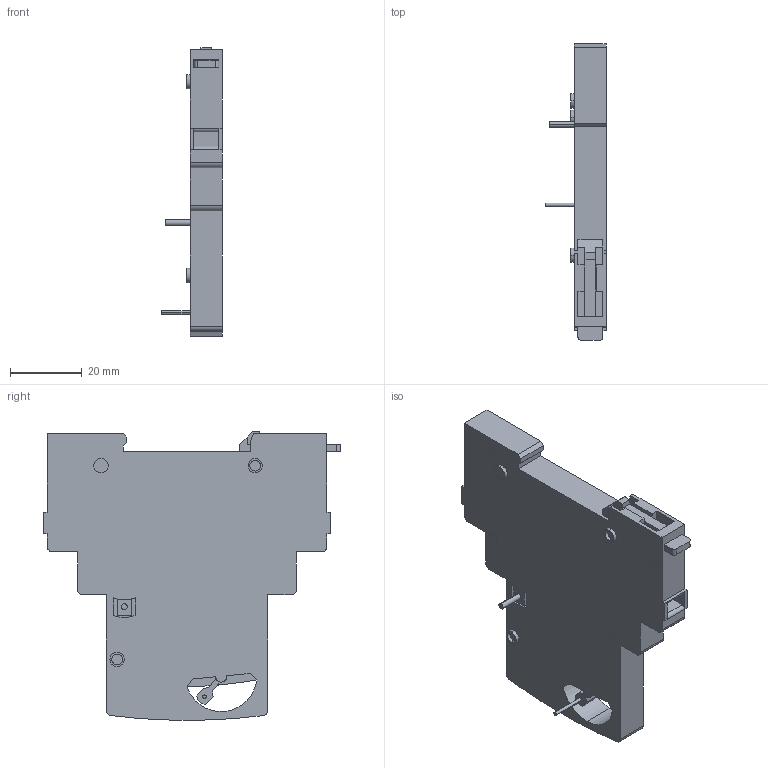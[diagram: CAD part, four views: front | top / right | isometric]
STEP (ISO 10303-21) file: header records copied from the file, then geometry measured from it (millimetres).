
FILE_DESCRIPTION (( 'STEP AP203' ), '1' );
FILE_NAME ('Áëîê-êîíòàêò ÁÊ-47 EKF Basic.STEP', '2016-11-25T12:00:39', ( '' ), ( '' ), 'SwSTEP 2.0', 'SolidWorks 2014', '' );
FILE_SCHEMA (( 'CONFIG_CONTROL_DESIGN' ));
Length unit declared in the file: millimetre
Products named in the file (4): çàìîê2; øëÿïêà âèíòà(01); Áëîê-êîíòàêò ÁÊ-47 EKF Basic
Assembly tree (4 placements, depth 2):
  Áëîê-êîíòàêò ÁÊ-47 EKF Basic
    Áëîê-êîíòàêò ÁÊ-47 EKF Basic
    çàìîê2
    øëÿïêà âèíòà(01)  x2
Bounding box: 17 x 82.75 x 80.5 mm (x, y, z)
Volume: 40340 mm3; surface area: 15051.9 mm2
Topology: 9 solids, 10 shells, 233 faces, 589 edges, 388 vertices
Faces by surface type: plane 157, cylinder 76
Entity records: 6973 total; most frequent: DIRECTION 1153, CARTESIAN_POINT 1131, ORIENTED_EDGE 1094, EDGE_CURVE 547, LINE 389, VECTOR 389, AXIS2_PLACEMENT_3D 382, VERTEX_POINT 360
